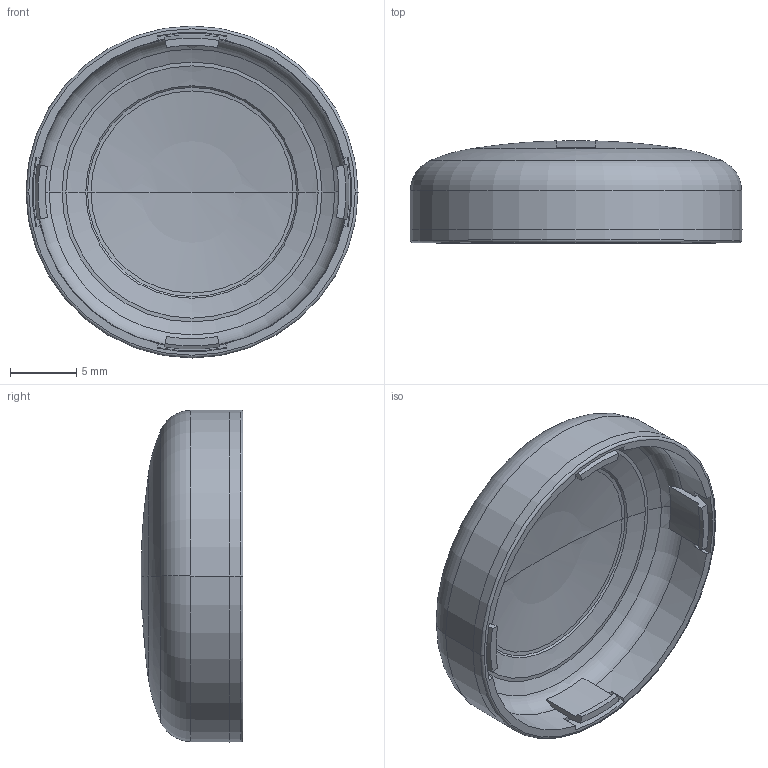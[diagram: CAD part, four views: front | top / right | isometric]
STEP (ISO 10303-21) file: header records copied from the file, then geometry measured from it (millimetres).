
FILE_DESCRIPTION((''),'2;1');
FILE_NAME('05-1144-0058_TASTE_SW-PFEIL','2023-10-12T11:02:15',('Beil'),(''),'CREO PARAMETRIC BY PTC INC, 2019030','CREO PARAMETRIC BY PTC INC, 2019030','');
FILE_SCHEMA(('CONFIG_CONTROL_DESIGN','SHAPE_APPEARANCE_LAYERS_GROUPS'));
Length unit declared in the file: millimetre
Products named in the file (1): 05-1144-0058_TASTE_SW-PFEIL
Bounding box: 25 x 7.68 x 25 mm (x, y, z)
Volume: 1196.9 mm3; surface area: 1735.4 mm2
Topology: 1 solids, 1 shells, 83 faces, 225 edges, 142 vertices
Faces by surface type: plane 33, cone 22, cylinder 8, bspline 8, torus 6, sphere 6
Entity records: 3590 total; most frequent: CARTESIAN_POINT 662, DIRECTION 491, ORIENTED_EDGE 442, PRESENTATION_STYLE_ASSIGNMENT 224, STYLED_ITEM 222, CURVE_STYLE 221, EDGE_CURVE 221, AXIS2_PLACEMENT_3D 195
